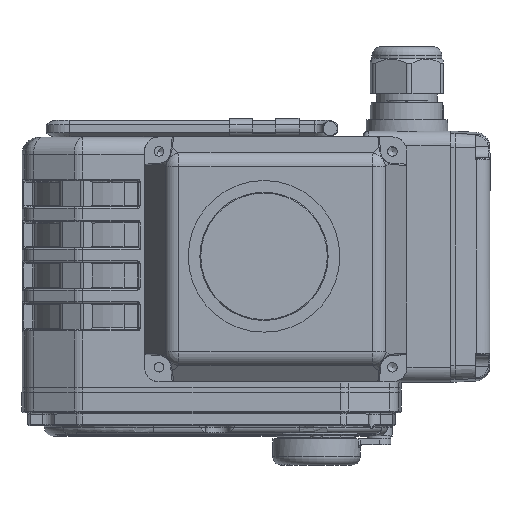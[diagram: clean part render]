
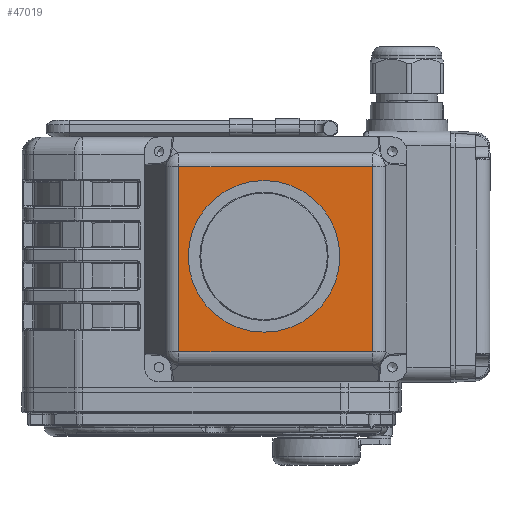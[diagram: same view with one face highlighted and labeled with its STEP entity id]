
A CAD part, top view. The second image highlights one B-rep face of the part: STEP entity #47019.
In plain terms, the highlighted face is planar.
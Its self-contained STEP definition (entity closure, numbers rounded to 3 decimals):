
#2805=LINE('',#86337,#6025);
#2816=LINE('',#86357,#6036);
#2817=LINE('',#86359,#6037);
#2819=LINE('',#86362,#6039);
#6025=VECTOR('',#60873,1000.);
#6036=VECTOR('',#60894,1000.);
#6037=VECTOR('',#60897,1000.);
#6039=VECTOR('',#60901,1000.);
#8945=PLANE('',#51027);
#17160=ORIENTED_EDGE('',*,*,#26147,.F.);
#17161=ORIENTED_EDGE('',*,*,#26120,.T.);
#17162=ORIENTED_EDGE('',*,*,#26132,.T.);
#17163=ORIENTED_EDGE('',*,*,#26134,.F.);
#17164=ORIENTED_EDGE('',*,*,#26131,.F.);
#26120=EDGE_CURVE('',#31237,#31242,#2805,.T.);
#26131=EDGE_CURVE('',#31237,#31234,#2816,.T.);
#26132=EDGE_CURVE('',#31242,#31233,#2817,.T.);
#26134=EDGE_CURVE('',#31234,#31233,#2819,.T.);
#26147=EDGE_CURVE('',#31260,#31260,#34128,.T.);
#31233=VERTEX_POINT('',#86256);
#31234=VERTEX_POINT('',#86260);
#31237=VERTEX_POINT('',#86270);
#31242=VERTEX_POINT('',#86286);
#31260=VERTEX_POINT('',#86390);
#34128=CIRCLE('',#51028,26.);
#37217=EDGE_LOOP('',(#17160));
#37218=EDGE_LOOP('',(#17161,#17162,#17163,#17164));
#40514=FACE_BOUND('',#37217,.T.);
#40515=FACE_BOUND('',#37218,.T.);
#47019=ADVANCED_FACE('',(#40514,#40515),#8945,.F.);
#51027=AXIS2_PLACEMENT_3D('',#86388,#60936,#60937);
#51028=AXIS2_PLACEMENT_3D('',#86389,#60938,#60939);
#60873=DIRECTION('',(0.,0.,-1.));
#60894=DIRECTION('',(-1.,0.,0.));
#60897=DIRECTION('',(-1.,0.,0.));
#60901=DIRECTION('',(0.,0.,-1.));
#60936=DIRECTION('',(0.,-1.,0.));
#60937=DIRECTION('',(0.,0.,-1.));
#60938=DIRECTION('',(0.,1.,0.));
#60939=DIRECTION('',(0.,0.,-1.));
#86256=CARTESIAN_POINT('',(-33.188,25.5,-31.766));
#86260=CARTESIAN_POINT('',(-33.188,25.5,31.766));
#86270=CARTESIAN_POINT('',(33.188,25.5,31.766));
#86286=CARTESIAN_POINT('',(33.188,25.5,-31.766));
#86337=CARTESIAN_POINT('',(33.188,25.5,60.));
#86357=CARTESIAN_POINT('',(60.,25.5,31.766));
#86359=CARTESIAN_POINT('',(60.,25.5,-31.766));
#86362=CARTESIAN_POINT('',(-33.188,25.5,60.));
#86388=CARTESIAN_POINT('',(60.,25.5,-31.766));
#86389=CARTESIAN_POINT('',(-4.,25.5,-1.));
#86390=CARTESIAN_POINT('',(-4.,25.5,-27.));
